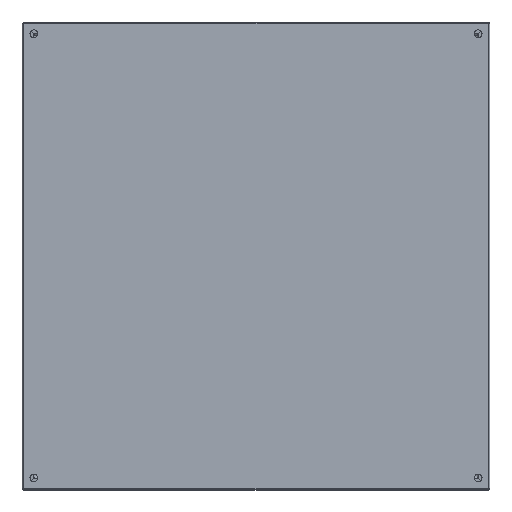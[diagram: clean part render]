
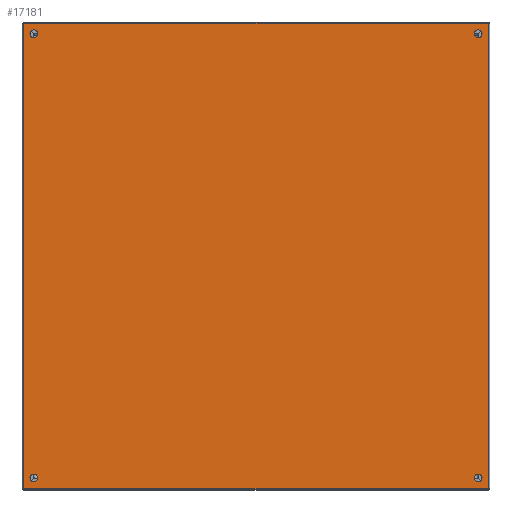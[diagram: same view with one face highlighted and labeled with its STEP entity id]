
A CAD part, top view. The second image highlights one B-rep face of the part: STEP entity #17181.
In plain terms, the highlighted face is planar.
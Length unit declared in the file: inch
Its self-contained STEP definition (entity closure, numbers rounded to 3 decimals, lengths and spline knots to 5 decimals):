
#162 = EDGE_CURVE ( 'NONE', #36143, #31986, #16294, .T. ) ;
#610 = LINE ( 'NONE', #10518, #28516 ) ;
#1099 = DIRECTION ( 'NONE',  ( 0., 0., 1. ) ) ;
#1206 = CIRCLE ( 'NONE', #26546, 0.25 ) ;
#1623 = ORIENTED_EDGE ( 'NONE', *, *, #35882, .T. ) ;
#1776 = CIRCLE ( 'NONE', #24329, 0.25 ) ;
#1784 = CARTESIAN_POINT ( 'NONE',  ( 0., 29.25, 14. ) ) ;
#2415 = CIRCLE ( 'NONE', #12261, 0.25 ) ;
#2700 = CARTESIAN_POINT ( 'NONE',  ( 0., 0.108, 14.928 ) ) ;
#3602 = CARTESIAN_POINT ( 'NONE',  ( 0., 29.892, -14.928 ) ) ;
#3762 = FACE_OUTER_BOUND ( 'NONE', #28128, .T. ) ;
#3830 = VERTEX_POINT ( 'NONE', #3602 ) ;
#4155 = CARTESIAN_POINT ( 'NONE',  ( 0., 29.892, 14.928 ) ) ;
#4266 = DIRECTION ( 'NONE',  ( 1., 0., 0. ) ) ;
#4355 = DIRECTION ( 'NONE',  ( 1., 0., 0. ) ) ;
#4769 = EDGE_CURVE ( 'NONE', #28951, #20916, #610, .T. ) ;
#4845 = DIRECTION ( 'NONE',  ( 1., 0., 0. ) ) ;
#5869 = ORIENTED_EDGE ( 'NONE', *, *, #162, .T. ) ;
#6454 = CARTESIAN_POINT ( 'NONE',  ( 0., 0.75, -14.25 ) ) ;
#6627 = CARTESIAN_POINT ( 'NONE',  ( 0., 0.108, -14.928 ) ) ;
#7806 = DIRECTION ( 'NONE',  ( 0., 0., 1. ) ) ;
#7928 = FACE_BOUND ( 'NONE', #16364, .T. ) ;
#8105 = DIRECTION ( 'NONE',  ( 0., -1., 0. ) ) ;
#9550 = EDGE_CURVE ( 'NONE', #3830, #20916, #41106, .T. ) ;
#9660 = DIRECTION ( 'NONE',  ( 0., 0., 1. ) ) ;
#9970 = DIRECTION ( 'NONE',  ( 1., 0., 0. ) ) ;
#10479 = VERTEX_POINT ( 'NONE', #14155 ) ;
#10518 = CARTESIAN_POINT ( 'NONE',  ( 0., 29.928, 14.928 ) ) ;
#10607 = DIRECTION ( 'NONE',  ( 1., 0., 0. ) ) ;
#11052 = DIRECTION ( 'NONE',  ( 0., 0., 1. ) ) ;
#11245 = FACE_BOUND ( 'NONE', #30210, .T. ) ;
#12149 = CARTESIAN_POINT ( 'NONE',  ( 0., 0.75, 14.5 ) ) ;
#12261 = AXIS2_PLACEMENT_3D ( 'NONE', #41541, #4355, #1099 ) ;
#13267 = VECTOR ( 'NONE', #18681, 39.37008 ) ;
#14155 = CARTESIAN_POINT ( 'NONE',  ( 0., 29.25, -14.5 ) ) ;
#14762 = ORIENTED_EDGE ( 'NONE', *, *, #41463, .T. ) ;
#15191 = LINE ( 'NONE', #38859, #29381 ) ;
#16287 = DIRECTION ( 'NONE',  ( 1., 0., 0. ) ) ;
#16294 = CIRCLE ( 'NONE', #38181, 0.25 ) ;
#16364 = EDGE_LOOP ( 'NONE', ( #30609, #23578 ) ) ;
#17181 = ADVANCED_FACE ( 'NONE', ( #3762, #7928, #34663, #11245, #38000 ), #17838, .F. ) ;
#17209 = DIRECTION ( 'NONE',  ( 0., 0., 1. ) ) ;
#17838 = PLANE ( 'NONE',  #27115 ) ;
#18681 = DIRECTION ( 'NONE',  ( 0., 0., -1. ) ) ;
#19924 = DIRECTION ( 'NONE',  ( 0., 0., 1. ) ) ;
#20916 = VERTEX_POINT ( 'NONE', #23919 ) ;
#21280 = CARTESIAN_POINT ( 'NONE',  ( 0., 29.25, 14.25 ) ) ;
#21392 = CARTESIAN_POINT ( 'NONE',  ( 0., 0.75, 14. ) ) ;
#21541 = VERTEX_POINT ( 'NONE', #29295 ) ;
#21598 = EDGE_LOOP ( 'NONE', ( #1623, #35955 ) ) ;
#22343 = CIRCLE ( 'NONE', #39294, 0.25 ) ;
#22370 = ORIENTED_EDGE ( 'NONE', *, *, #37521, .T. ) ;
#22467 = AXIS2_PLACEMENT_3D ( 'NONE', #43453, #33078, #9660 ) ;
#23578 = ORIENTED_EDGE ( 'NONE', *, *, #41565, .T. ) ;
#23729 = EDGE_CURVE ( 'NONE', #31305, #32028, #1206, .T. ) ;
#23919 = CARTESIAN_POINT ( 'NONE',  ( 0., 29.892, 14.928 ) ) ;
#24329 = AXIS2_PLACEMENT_3D ( 'NONE', #38230, #4845, #11052 ) ;
#24873 = VERTEX_POINT ( 'NONE', #6627 ) ;
#25455 = EDGE_CURVE ( 'NONE', #28951, #24873, #42595, .T. ) ;
#25996 = CIRCLE ( 'NONE', #22467, 0.25 ) ;
#26481 = CIRCLE ( 'NONE', #32827, 0.25 ) ;
#26524 = EDGE_CURVE ( 'NONE', #10479, #21541, #25996, .T. ) ;
#26546 = AXIS2_PLACEMENT_3D ( 'NONE', #21280, #4266, #7806 ) ;
#27085 = CIRCLE ( 'NONE', #29215, 0.25 ) ;
#27115 = AXIS2_PLACEMENT_3D ( 'NONE', #40690, #10607, #34244 ) ;
#28128 = EDGE_LOOP ( 'NONE', ( #30373, #14762, #38732, #36717 ) ) ;
#28516 = VECTOR ( 'NONE', #33722, 39.37008 ) ;
#28951 = VERTEX_POINT ( 'NONE', #2700 ) ;
#29091 = CARTESIAN_POINT ( 'NONE',  ( 0., 0.108, -14.928 ) ) ;
#29203 = ORIENTED_EDGE ( 'NONE', *, *, #23729, .T. ) ;
#29215 = AXIS2_PLACEMENT_3D ( 'NONE', #37192, #30787, #41211 ) ;
#29216 = ORIENTED_EDGE ( 'NONE', *, *, #32734, .T. ) ;
#29295 = CARTESIAN_POINT ( 'NONE',  ( 0., 29.25, -14. ) ) ;
#29381 = VECTOR ( 'NONE', #8105, 39.37008 ) ;
#30210 = EDGE_LOOP ( 'NONE', ( #22370, #29203 ) ) ;
#30373 = ORIENTED_EDGE ( 'NONE', *, *, #9550, .F. ) ;
#30609 = ORIENTED_EDGE ( 'NONE', *, *, #40397, .T. ) ;
#30787 = DIRECTION ( 'NONE',  ( 1., 0., 0. ) ) ;
#31305 = VERTEX_POINT ( 'NONE', #1784 ) ;
#31960 = EDGE_LOOP ( 'NONE', ( #29216, #5869 ) ) ;
#31986 = VERTEX_POINT ( 'NONE', #32530 ) ;
#32028 = VERTEX_POINT ( 'NONE', #37781 ) ;
#32530 = CARTESIAN_POINT ( 'NONE',  ( 0., 0.75, -14. ) ) ;
#32543 = DIRECTION ( 'NONE',  ( 1., 0., 0. ) ) ;
#32734 = EDGE_CURVE ( 'NONE', #31986, #36143, #27085, .T. ) ;
#32827 = AXIS2_PLACEMENT_3D ( 'NONE', #33829, #9970, #17209 ) ;
#33078 = DIRECTION ( 'NONE',  ( 1., 0., 0. ) ) ;
#33722 = DIRECTION ( 'NONE',  ( 0., 1., 0. ) ) ;
#33829 = CARTESIAN_POINT ( 'NONE',  ( 0., 29.25, 14.25 ) ) ;
#34244 = DIRECTION ( 'NONE',  ( 0., 0., 1. ) ) ;
#34313 = VECTOR ( 'NONE', #34421, 39.37008 ) ;
#34421 = DIRECTION ( 'NONE',  ( 0., 0., 1. ) ) ;
#34663 = FACE_BOUND ( 'NONE', #31960, .T. ) ;
#35882 = EDGE_CURVE ( 'NONE', #21541, #10479, #2415, .T. ) ;
#35955 = ORIENTED_EDGE ( 'NONE', *, *, #26524, .T. ) ;
#35960 = CARTESIAN_POINT ( 'NONE',  ( 0., 0.75, 14.25 ) ) ;
#36143 = VERTEX_POINT ( 'NONE', #37477 ) ;
#36511 = VERTEX_POINT ( 'NONE', #21392 ) ;
#36717 = ORIENTED_EDGE ( 'NONE', *, *, #4769, .T. ) ;
#37192 = CARTESIAN_POINT ( 'NONE',  ( 0., 0.75, -14.25 ) ) ;
#37477 = CARTESIAN_POINT ( 'NONE',  ( 0., 0.75, -14.5 ) ) ;
#37521 = EDGE_CURVE ( 'NONE', #32028, #31305, #26481, .T. ) ;
#37781 = CARTESIAN_POINT ( 'NONE',  ( 0., 29.25, 14.5 ) ) ;
#38000 = FACE_BOUND ( 'NONE', #21598, .T. ) ;
#38181 = AXIS2_PLACEMENT_3D ( 'NONE', #6454, #32543, #19924 ) ;
#38230 = CARTESIAN_POINT ( 'NONE',  ( 0., 0.75, 14.25 ) ) ;
#38732 = ORIENTED_EDGE ( 'NONE', *, *, #25455, .F. ) ;
#38859 = CARTESIAN_POINT ( 'NONE',  ( 0., 0.072, -14.928 ) ) ;
#39294 = AXIS2_PLACEMENT_3D ( 'NONE', #35960, #16287, #43060 ) ;
#40397 = EDGE_CURVE ( 'NONE', #43517, #36511, #1776, .T. ) ;
#40690 = CARTESIAN_POINT ( 'NONE',  ( 0., 29.928, 14.928 ) ) ;
#41106 = LINE ( 'NONE', #4155, #34313 ) ;
#41211 = DIRECTION ( 'NONE',  ( 0., 0., 1. ) ) ;
#41463 = EDGE_CURVE ( 'NONE', #3830, #24873, #15191, .T. ) ;
#41541 = CARTESIAN_POINT ( 'NONE',  ( 0., 29.25, -14.25 ) ) ;
#41565 = EDGE_CURVE ( 'NONE', #36511, #43517, #22343, .T. ) ;
#42595 = LINE ( 'NONE', #29091, #13267 ) ;
#43060 = DIRECTION ( 'NONE',  ( 0., 0., 1. ) ) ;
#43453 = CARTESIAN_POINT ( 'NONE',  ( 0., 29.25, -14.25 ) ) ;
#43517 = VERTEX_POINT ( 'NONE', #12149 ) ;
